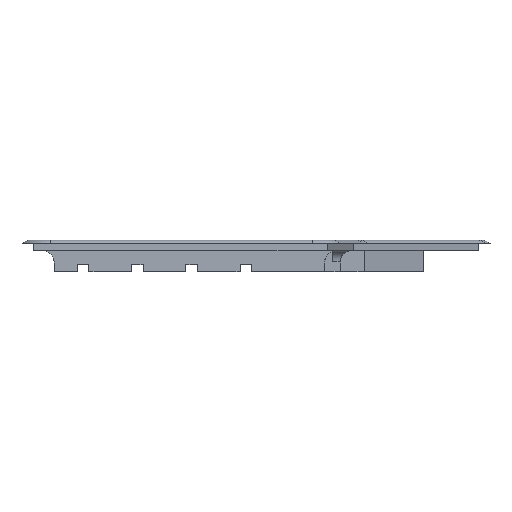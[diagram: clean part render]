
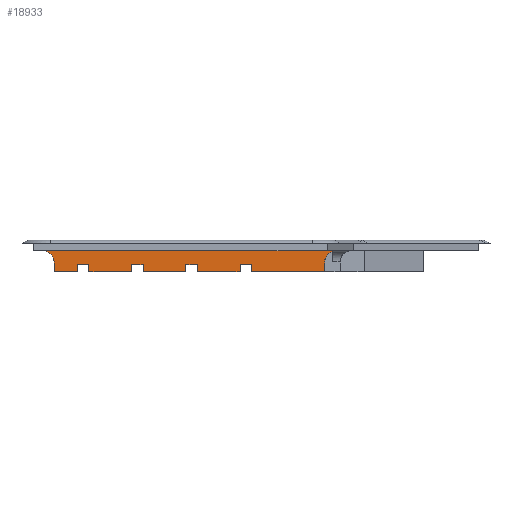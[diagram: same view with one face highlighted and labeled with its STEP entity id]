
A CAD part, left-side view. The second image highlights one B-rep face of the part: STEP entity #18933.
In plain terms, the highlighted planar face has unit normal (-1, 0, 0).
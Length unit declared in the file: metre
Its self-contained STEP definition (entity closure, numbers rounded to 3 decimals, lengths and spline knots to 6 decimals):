
#170=CIRCLE('',#19936,0.004);
#171=CIRCLE('',#19937,0.004);
#1581=ORIENTED_EDGE('',*,*,#7101,.T.);
#1582=ORIENTED_EDGE('',*,*,#7102,.T.);
#1583=ORIENTED_EDGE('',*,*,#6557,.T.);
#1584=ORIENTED_EDGE('',*,*,#7103,.F.);
#1585=ORIENTED_EDGE('',*,*,#7104,.T.);
#1586=ORIENTED_EDGE('',*,*,#7105,.T.);
#1587=ORIENTED_EDGE('',*,*,#6561,.T.);
#1588=ORIENTED_EDGE('',*,*,#7106,.F.);
#1589=ORIENTED_EDGE('',*,*,#7107,.T.);
#1590=ORIENTED_EDGE('',*,*,#7108,.T.);
#1591=ORIENTED_EDGE('',*,*,#6565,.T.);
#1592=ORIENTED_EDGE('',*,*,#7109,.F.);
#1593=ORIENTED_EDGE('',*,*,#7110,.T.);
#1594=ORIENTED_EDGE('',*,*,#7111,.T.);
#1595=ORIENTED_EDGE('',*,*,#7112,.T.);
#1596=ORIENTED_EDGE('',*,*,#7113,.T.);
#1597=ORIENTED_EDGE('',*,*,#7114,.T.);
#1598=ORIENTED_EDGE('',*,*,#6407,.F.);
#1599=ORIENTED_EDGE('',*,*,#7115,.T.);
#1600=ORIENTED_EDGE('',*,*,#7116,.F.);
#1601=ORIENTED_EDGE('',*,*,#6554,.T.);
#1602=ORIENTED_EDGE('',*,*,#7117,.F.);
#6407=EDGE_CURVE('',#9209,#9210,#11015,.T.);
#6554=EDGE_CURVE('',#9357,#9355,#11162,.T.);
#6557=EDGE_CURVE('',#9359,#9360,#11165,.T.);
#6561=EDGE_CURVE('',#9363,#9364,#11169,.T.);
#6565=EDGE_CURVE('',#9367,#9368,#11173,.T.);
#7101=EDGE_CURVE('',#9819,#9820,#11706,.T.);
#7102=EDGE_CURVE('',#9820,#9359,#11707,.T.);
#7103=EDGE_CURVE('',#9821,#9360,#11708,.T.);
#7104=EDGE_CURVE('',#9821,#9822,#11709,.T.);
#7105=EDGE_CURVE('',#9822,#9363,#11710,.T.);
#7106=EDGE_CURVE('',#9823,#9364,#11711,.T.);
#7107=EDGE_CURVE('',#9823,#9824,#11712,.T.);
#7108=EDGE_CURVE('',#9824,#9367,#11713,.T.);
#7109=EDGE_CURVE('',#9825,#9368,#11714,.T.);
#7110=EDGE_CURVE('',#9825,#9826,#11715,.T.);
#7111=EDGE_CURVE('',#9826,#9827,#11716,.T.);
#7112=EDGE_CURVE('',#9827,#9828,#11717,.T.);
#7113=EDGE_CURVE('',#9828,#9829,#11718,.T.);
#7114=EDGE_CURVE('',#9829,#9210,#170,.F.);
#7115=EDGE_CURVE('',#9209,#9830,#171,.F.);
#7116=EDGE_CURVE('',#9357,#9830,#11719,.T.);
#7117=EDGE_CURVE('',#9819,#9355,#11720,.T.);
#9209=VERTEX_POINT('',#26600);
#9210=VERTEX_POINT('',#26602);
#9355=VERTEX_POINT('',#26914);
#9357=VERTEX_POINT('',#26917);
#9359=VERTEX_POINT('',#26923);
#9360=VERTEX_POINT('',#26924);
#9363=VERTEX_POINT('',#26932);
#9364=VERTEX_POINT('',#26933);
#9367=VERTEX_POINT('',#26941);
#9368=VERTEX_POINT('',#26942);
#9819=VERTEX_POINT('',#27957);
#9820=VERTEX_POINT('',#27958);
#9821=VERTEX_POINT('',#27961);
#9822=VERTEX_POINT('',#27963);
#9823=VERTEX_POINT('',#27966);
#9824=VERTEX_POINT('',#27968);
#9825=VERTEX_POINT('',#27971);
#9826=VERTEX_POINT('',#27973);
#9827=VERTEX_POINT('',#27975);
#9828=VERTEX_POINT('',#27977);
#9829=VERTEX_POINT('',#27979);
#9830=VERTEX_POINT('',#27982);
#11015=LINE('',#26601,#13603);
#11162=LINE('',#26916,#13750);
#11165=LINE('',#26922,#13753);
#11169=LINE('',#26931,#13757);
#11173=LINE('',#26940,#13761);
#11706=LINE('',#27956,#14294);
#11707=LINE('',#27959,#14295);
#11708=LINE('',#27960,#14296);
#11709=LINE('',#27962,#14297);
#11710=LINE('',#27964,#14298);
#11711=LINE('',#27965,#14299);
#11712=LINE('',#27967,#14300);
#11713=LINE('',#27969,#14301);
#11714=LINE('',#27970,#14302);
#11715=LINE('',#27972,#14303);
#11716=LINE('',#27974,#14304);
#11717=LINE('',#27976,#14305);
#11718=LINE('',#27978,#14306);
#11719=LINE('',#27983,#14307);
#11720=LINE('',#27984,#14308);
#13603=VECTOR('',#21368,1.);
#13750=VECTOR('',#21557,1.);
#13753=VECTOR('',#21562,1.);
#13757=VECTOR('',#21568,1.);
#13761=VECTOR('',#21574,1.);
#14294=VECTOR('',#22169,1.);
#14295=VECTOR('',#22170,1.);
#14296=VECTOR('',#22171,1.);
#14297=VECTOR('',#22172,1.);
#14298=VECTOR('',#22173,1.);
#14299=VECTOR('',#22174,1.);
#14300=VECTOR('',#22175,1.);
#14301=VECTOR('',#22176,1.);
#14302=VECTOR('',#22177,1.);
#14303=VECTOR('',#22178,1.);
#14304=VECTOR('',#22179,1.);
#14305=VECTOR('',#22180,1.);
#14306=VECTOR('',#22181,1.);
#14307=VECTOR('',#22186,1.);
#14308=VECTOR('',#22187,1.);
#15913=EDGE_LOOP('',(#1581,#1582,#1583,#1584,#1585,#1586,#1587,#1588,#1589,
#1590,#1591,#1592,#1593,#1594,#1595,#1596,#1597,#1598,#1599,#1600,#1601,
#1602));
#17035=FACE_BOUND('',#15913,.T.);
#18075=PLANE('',#19935);
#18933=ADVANCED_FACE('',(#17035),#18075,.T.);
#19935=AXIS2_PLACEMENT_3D('',#27955,#22167,#22168);
#19936=AXIS2_PLACEMENT_3D('',#27980,#22182,#22183);
#19937=AXIS2_PLACEMENT_3D('',#27981,#22184,#22185);
#21368=DIRECTION('',(0.,-1.,0.));
#21557=DIRECTION('',(0.,-1.,0.));
#21562=DIRECTION('',(0.,-1.,0.));
#21568=DIRECTION('',(0.,-1.,0.));
#21574=DIRECTION('',(0.,-1.,0.));
#22167=DIRECTION('',(-1.,0.,0.));
#22168=DIRECTION('',(0.,0.,1.));
#22169=DIRECTION('',(0.,-1.,0.));
#22170=DIRECTION('',(0.,0.,-1.));
#22171=DIRECTION('',(0.,0.,-1.));
#22172=DIRECTION('',(0.,-1.,0.));
#22173=DIRECTION('',(0.,0.,-1.));
#22174=DIRECTION('',(0.,0.,-1.));
#22175=DIRECTION('',(0.,-1.,0.));
#22176=DIRECTION('',(0.,0.,-1.));
#22177=DIRECTION('',(0.,0.,-1.));
#22178=DIRECTION('',(0.,-1.,0.));
#22179=DIRECTION('',(0.,0.,-1.));
#22180=DIRECTION('',(0.,-1.,0.));
#22181=DIRECTION('',(0.,0.,1.));
#22182=DIRECTION('',(-1.,0.,0.));
#22183=DIRECTION('',(0.,0.,1.));
#22184=DIRECTION('',(-1.,0.,0.));
#22185=DIRECTION('',(0.,0.,1.));
#22186=DIRECTION('',(0.,0.,1.));
#22187=DIRECTION('',(0.,0.,-1.));
#26600=CARTESIAN_POINT('',(-0.034364,0.03263,-0.0025));
#26601=CARTESIAN_POINT('',(-0.034364,-0.042385,-0.0025));
#26602=CARTESIAN_POINT('',(-0.034364,-0.07057,-0.0025));
#26914=CARTESIAN_POINT('',(-0.034364,0.020367,-0.01));
#26916=CARTESIAN_POINT('',(-0.034364,-0.01897,-0.01));
#26917=CARTESIAN_POINT('',(-0.034364,0.02863,-0.01));
#26922=CARTESIAN_POINT('',(-0.034364,-0.01897,-0.01));
#26923=CARTESIAN_POINT('',(-0.034364,0.016367,-0.01));
#26924=CARTESIAN_POINT('',(-0.034364,0.001317,-0.01));
#26931=CARTESIAN_POINT('',(-0.034364,-0.01897,-0.01));
#26932=CARTESIAN_POINT('',(-0.034364,-0.002683,-0.01));
#26933=CARTESIAN_POINT('',(-0.034364,-0.017733,-0.01));
#26940=CARTESIAN_POINT('',(-0.034364,-0.01897,-0.01));
#26941=CARTESIAN_POINT('',(-0.034364,-0.021733,-0.01));
#26942=CARTESIAN_POINT('',(-0.034364,-0.036783,-0.01));
#27955=CARTESIAN_POINT('',(-0.034364,-0.01897,-0.01));
#27956=CARTESIAN_POINT('',(-0.034364,0.018367,-0.0075));
#27957=CARTESIAN_POINT('',(-0.034364,0.020367,-0.0075));
#27958=CARTESIAN_POINT('',(-0.034364,0.016367,-0.0075));
#27959=CARTESIAN_POINT('',(-0.034364,0.016367,-0.0075));
#27960=CARTESIAN_POINT('',(-0.034364,0.001317,-0.0075));
#27961=CARTESIAN_POINT('',(-0.034364,0.001317,-0.0075));
#27962=CARTESIAN_POINT('',(-0.034364,-0.000683,-0.0075));
#27963=CARTESIAN_POINT('',(-0.034364,-0.002683,-0.0075));
#27964=CARTESIAN_POINT('',(-0.034364,-0.002683,-0.0075));
#27965=CARTESIAN_POINT('',(-0.034364,-0.017733,-0.0075));
#27966=CARTESIAN_POINT('',(-0.034364,-0.017733,-0.0075));
#27967=CARTESIAN_POINT('',(-0.034364,-0.019733,-0.0075));
#27968=CARTESIAN_POINT('',(-0.034364,-0.021733,-0.0075));
#27969=CARTESIAN_POINT('',(-0.034364,-0.021733,-0.0075));
#27970=CARTESIAN_POINT('',(-0.034364,-0.036783,-0.0075));
#27971=CARTESIAN_POINT('',(-0.034364,-0.036783,-0.0075));
#27972=CARTESIAN_POINT('',(-0.034364,-0.038783,-0.0075));
#27973=CARTESIAN_POINT('',(-0.034364,-0.040783,-0.0075));
#27974=CARTESIAN_POINT('',(-0.034364,-0.040783,-0.0075));
#27975=CARTESIAN_POINT('',(-0.034364,-0.040783,-0.01));
#27976=CARTESIAN_POINT('',(-0.034364,-0.01897,-0.01));
#27977=CARTESIAN_POINT('',(-0.034364,-0.06657,-0.01));
#27978=CARTESIAN_POINT('',(-0.034364,-0.06657,-0.01));
#27979=CARTESIAN_POINT('',(-0.034364,-0.06657,-0.0065));
#27980=CARTESIAN_POINT('',(-0.034364,-0.07057,-0.0065));
#27981=CARTESIAN_POINT('',(-0.034364,0.03263,-0.0065));
#27982=CARTESIAN_POINT('',(-0.034364,0.02863,-0.0065));
#27983=CARTESIAN_POINT('',(-0.034364,0.02863,-0.01));
#27984=CARTESIAN_POINT('',(-0.034364,0.020367,-0.0075));
